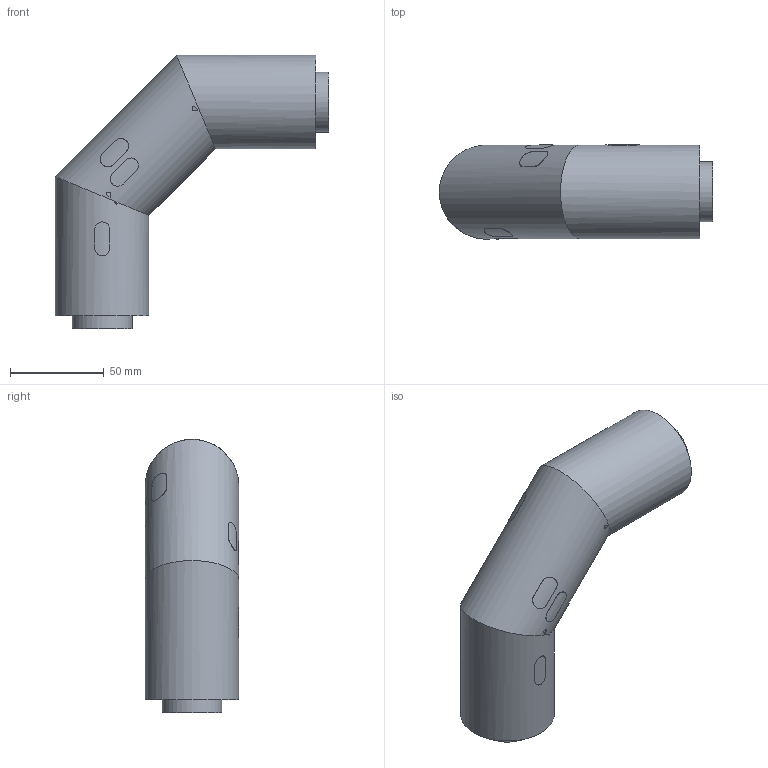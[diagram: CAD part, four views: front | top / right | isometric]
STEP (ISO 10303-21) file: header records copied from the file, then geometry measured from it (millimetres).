
FILE_DESCRIPTION( ( 'STEP AP214' ), '1' );
FILE_NAME( 'AGRU_70212503271_Poly-Flo Elbow 90°_from 2 Elbows 45°_PE 100-RC black_50_32 SDR17_11 (architecture400).stp', '2022-01-24T06:46:52', ( 'License CC BY-ND 4.0' ), ( 'CADENAS' ), ' ', 'PARTsolutions', ' ' );
FILE_SCHEMA( ( 'AUTOMOTIVE_DESIGN { 1 0 10303 214 1 1 1 1 }' ) );
Length unit declared in the file: millimetre
Products named in the file (1): _AGRU_70212503271_Poly-Flo Elbow 90°_from 2 Elbows 45°_PE 100-RC black_50/32  SDR17/11 (architecture400)
Bounding box: 146 x 50.2 x 146 mm (x, y, z)
Volume: 232153.3 mm3; surface area: 79440.7 mm2
Topology: 1 solids, 1 shells, 136 faces, 361 edges, 241 vertices
Faces by surface type: plane 78, cylinder 46, cone 12
Full cylindrical faces by diameter (mm): 26 x3, 32 x2, 44 x2, 50 x3
Entity records: 6060 total; most frequent: CARTESIAN_POINT 1645, ORIENTED_EDGE 688, DIRECTION 674, EDGE_CURVE 344, AXIS2_PLACEMENT_3D 247, VERTEX_POINT 234, LINE 180, VECTOR 180
